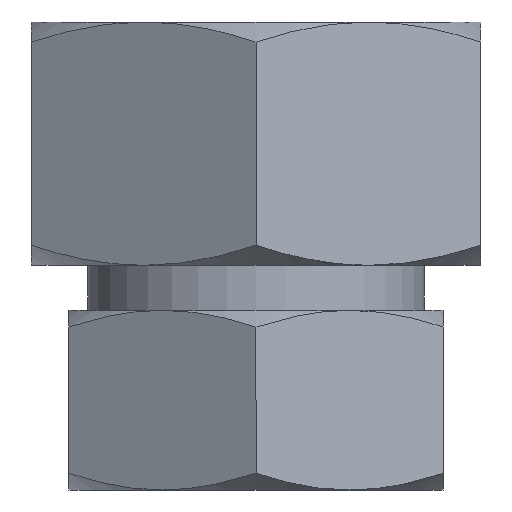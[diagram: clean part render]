
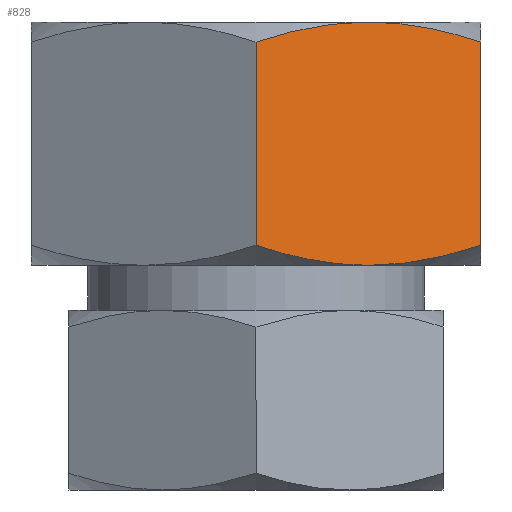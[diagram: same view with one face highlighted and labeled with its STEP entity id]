
A CAD part, front view. The second image highlights one B-rep face of the part: STEP entity #828.
In plain terms, the highlighted planar face has unit normal (0.5, -0.866, 0).
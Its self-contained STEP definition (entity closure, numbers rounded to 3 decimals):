
#24=LINE('',#1580,#36);
#25=LINE('',#1582,#37);
#36=VECTOR('',#1169,1000.);
#37=VECTOR('',#1172,1000.);
#66=PLANE('',#951);
#290=ORIENTED_EDGE('',*,*,#385,.T.);
#291=ORIENTED_EDGE('',*,*,#386,.T.);
#292=ORIENTED_EDGE('',*,*,#439,.T.);
#293=ORIENTED_EDGE('',*,*,#432,.T.);
#294=ORIENTED_EDGE('',*,*,#399,.T.);
#295=ORIENTED_EDGE('',*,*,#438,.F.);
#385=EDGE_CURVE('',#478,#479,#549,.T.);
#386=EDGE_CURVE('',#479,#480,#550,.T.);
#399=EDGE_CURVE('',#489,#488,#559,.T.);
#432=EDGE_CURVE('',#517,#489,#564,.T.);
#438=EDGE_CURVE('',#478,#488,#24,.T.);
#439=EDGE_CURVE('',#480,#517,#25,.T.);
#478=VERTEX_POINT('',#1391);
#479=VERTEX_POINT('',#1393);
#480=VERTEX_POINT('',#1404);
#488=VERTEX_POINT('',#1454);
#489=VERTEX_POINT('',#1460);
#517=VERTEX_POINT('',#1566);
#549=B_SPLINE_CURVE_WITH_KNOTS('',3,(#1394,#1395,#1396,#1397),
 .UNSPECIFIED.,.F.,.F.,(4,4),(0.,0.018),
 .UNSPECIFIED.);
#550=B_SPLINE_CURVE_WITH_KNOTS('',3,(#1399,#1400,#1401,#1402,#1403),
 .UNSPECIFIED.,.F.,.F.,(4,1,4),(0.018,0.026,0.035),
 .UNSPECIFIED.);
#559=B_SPLINE_CURVE_WITH_KNOTS('',3,(#1455,#1456,#1457,#1458,#1459),
 .UNSPECIFIED.,.F.,.F.,(4,1,4),(0.018,0.026,0.035),
 .UNSPECIFIED.);
#564=B_SPLINE_CURVE_WITH_KNOTS('',3,(#1562,#1563,#1564,#1565),
 .UNSPECIFIED.,.F.,.F.,(4,4),(0.,0.018),
 .UNSPECIFIED.);
#646=EDGE_LOOP('',(#290,#291,#292,#293,#294,#295));
#734=FACE_BOUND('',#646,.T.);
#828=ADVANCED_FACE('',(#734),#66,.F.);
#951=AXIS2_PLACEMENT_3D('',#1581,#1170,#1171);
#1169=DIRECTION('',(0.,0.,-1.));
#1170=DIRECTION('',(-0.5,0.866,0.));
#1171=DIRECTION('',(-0.866,-0.5,0.));
#1172=DIRECTION('',(0.,0.,-1.));
#1391=CARTESIAN_POINT('',(30.,-17.321,-1.179));
#1393=CARTESIAN_POINT('',(15.,-25.981,1.5));
#1394=CARTESIAN_POINT('',(30.,-17.321,-1.179));
#1395=CARTESIAN_POINT('',(25.092,-20.154,0.456));
#1396=CARTESIAN_POINT('',(20.111,-23.03,1.5));
#1397=CARTESIAN_POINT('',(15.,-25.981,1.5));
#1399=CARTESIAN_POINT('',(15.,-25.981,1.5));
#1400=CARTESIAN_POINT('',(12.454,-27.451,1.5));
#1401=CARTESIAN_POINT('',(7.376,-30.382,0.985));
#1402=CARTESIAN_POINT('',(2.448,-33.228,-0.364));
#1403=CARTESIAN_POINT('',(0.,-34.641,-1.179));
#1404=CARTESIAN_POINT('',(0.,-34.641,-1.179));
#1454=CARTESIAN_POINT('',(30.,-17.321,-28.321));
#1455=CARTESIAN_POINT('',(15.,-25.981,-31.));
#1456=CARTESIAN_POINT('',(17.546,-24.511,-31.));
#1457=CARTESIAN_POINT('',(22.624,-21.579,-30.485));
#1458=CARTESIAN_POINT('',(27.552,-18.734,-29.136));
#1459=CARTESIAN_POINT('',(30.,-17.321,-28.321));
#1460=CARTESIAN_POINT('',(15.,-25.981,-31.));
#1562=CARTESIAN_POINT('',(0.,-34.641,-28.321));
#1563=CARTESIAN_POINT('',(4.908,-31.808,-29.956));
#1564=CARTESIAN_POINT('',(9.889,-28.932,-31.));
#1565=CARTESIAN_POINT('',(15.,-25.981,-31.));
#1566=CARTESIAN_POINT('',(0.,-34.641,-28.321));
#1580=CARTESIAN_POINT('',(30.,-17.321,1.5));
#1581=CARTESIAN_POINT('',(0.,-34.641,1.5));
#1582=CARTESIAN_POINT('',(0.,-34.641,1.5));
